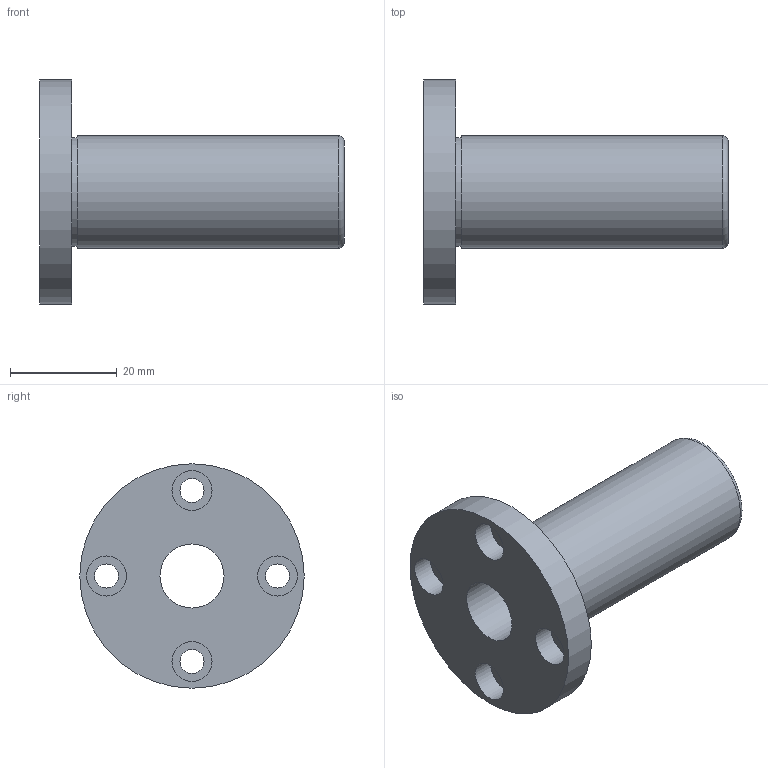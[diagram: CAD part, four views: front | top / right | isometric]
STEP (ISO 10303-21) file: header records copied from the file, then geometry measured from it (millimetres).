
FILE_DESCRIPTION( ( 'STEP AP203' ), '1' );
FILE_NAME( 'LHFRW12_2_03.stp', ' ', ( ' ' ), ( ' ' ), 'PSStep 15.0.47', 'PARTsolutions', ' ' );
FILE_SCHEMA( ( 'CONFIG_CONTROL_DESIGN' ) );
Length unit declared in the file: millimetre
Products named in the file (1): _LHFRW12
Bounding box: 57 x 42 x 42 mm (x, y, z)
Volume: 18650.3 mm3; surface area: 9223.4 mm2
Topology: 1 solids, 1 shells, 21 faces, 39 edges, 26 vertices
Faces by surface type: cylinder 12, plane 8, torus 1
Full cylindrical faces by diameter (mm): 4.5 x4, 7.5 x4, 12 x1, 20.4 x1, 21 x1, 42 x1
Entity records: 528 total; most frequent: DIRECTION 94, CARTESIAN_POINT 72, EDGE_LOOP 50, ORIENTED_EDGE 50, AXIS2_PLACEMENT_3D 47, FACE_OUTER_BOUND 34, EDGE_CURVE 25, VERTEX_POINT 25
